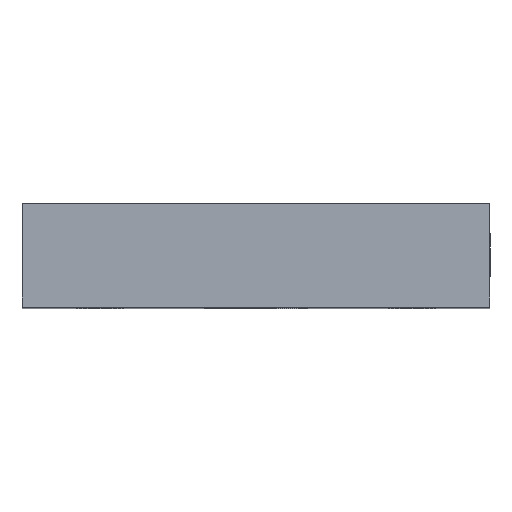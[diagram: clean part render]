
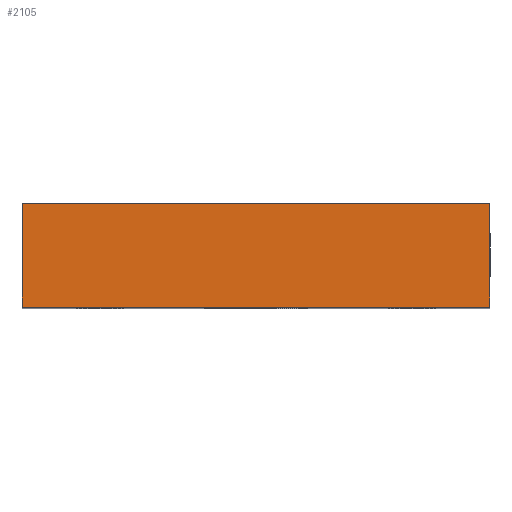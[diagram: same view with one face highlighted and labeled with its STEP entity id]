
A CAD part, top view. The second image highlights one B-rep face of the part: STEP entity #2105.
In plain terms, the highlighted planar face has unit normal (0, 0, 1).
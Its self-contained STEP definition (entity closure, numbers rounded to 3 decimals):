
#21 = LINE ( 'NONE', #1069, #2479 ) ;
#93 = DIRECTION ( 'NONE',  ( 0., -1., 0. ) ) ;
#170 = DIRECTION ( 'NONE',  ( -1., 0., 0. ) ) ;
#198 = EDGE_CURVE ( 'NONE', #630, #1637, #21, .T. ) ;
#205 = ORIENTED_EDGE ( 'NONE', *, *, #947, .T. ) ;
#268 = EDGE_CURVE ( 'NONE', #1637, #2217, #1336, .T. ) ;
#377 = FACE_OUTER_BOUND ( 'NONE', #752, .T. ) ;
#451 = VECTOR ( 'NONE', #1246, 1000. ) ;
#576 = ORIENTED_EDGE ( 'NONE', *, *, #1668, .T. ) ;
#625 = AXIS2_PLACEMENT_3D ( 'NONE', #1229, #1729, #170 ) ;
#630 = VERTEX_POINT ( 'NONE', #921 ) ;
#722 = VERTEX_POINT ( 'NONE', #1584 ) ;
#752 = EDGE_LOOP ( 'NONE', ( #205, #1974, #802, #576 ) ) ;
#802 = ORIENTED_EDGE ( 'NONE', *, *, #198, .F. ) ;
#865 = DIRECTION ( 'NONE',  ( 1., 0., 0. ) ) ;
#921 = CARTESIAN_POINT ( 'NONE',  ( -22.5, 5., 50. ) ) ;
#947 = EDGE_CURVE ( 'NONE', #722, #2217, #2142, .T. ) ;
#1037 = CARTESIAN_POINT ( 'NONE',  ( -22.5, -5., 50. ) ) ;
#1069 = CARTESIAN_POINT ( 'NONE',  ( -22.5, 5., 50. ) ) ;
#1108 = CARTESIAN_POINT ( 'NONE',  ( 22.5, 5., 50. ) ) ;
#1229 = CARTESIAN_POINT ( 'NONE',  ( -22.5, 5., 50. ) ) ;
#1246 = DIRECTION ( 'NONE',  ( 0., -1., 0. ) ) ;
#1334 = VECTOR ( 'NONE', #1697, 1000. ) ;
#1336 = LINE ( 'NONE', #1108, #1367 ) ;
#1367 = VECTOR ( 'NONE', #93, 1000. ) ;
#1481 = PLANE ( 'NONE',  #625 ) ;
#1584 = CARTESIAN_POINT ( 'NONE',  ( -22.5, -5., 50. ) ) ;
#1637 = VERTEX_POINT ( 'NONE', #1651 ) ;
#1651 = CARTESIAN_POINT ( 'NONE',  ( 22.5, 5., 50. ) ) ;
#1668 = EDGE_CURVE ( 'NONE', #630, #722, #1952, .T. ) ;
#1697 = DIRECTION ( 'NONE',  ( 1., 0., 0. ) ) ;
#1729 = DIRECTION ( 'NONE',  ( 0., 0., -1. ) ) ;
#1952 = LINE ( 'NONE', #2841, #451 ) ;
#1974 = ORIENTED_EDGE ( 'NONE', *, *, #268, .F. ) ;
#2008 = CARTESIAN_POINT ( 'NONE',  ( 22.5, -5., 50. ) ) ;
#2105 = ADVANCED_FACE ( 'NONE', ( #377 ), #1481, .F. ) ;
#2142 = LINE ( 'NONE', #1037, #1334 ) ;
#2217 = VERTEX_POINT ( 'NONE', #2008 ) ;
#2479 = VECTOR ( 'NONE', #865, 1000. ) ;
#2841 = CARTESIAN_POINT ( 'NONE',  ( -22.5, 5., 50. ) ) ;
